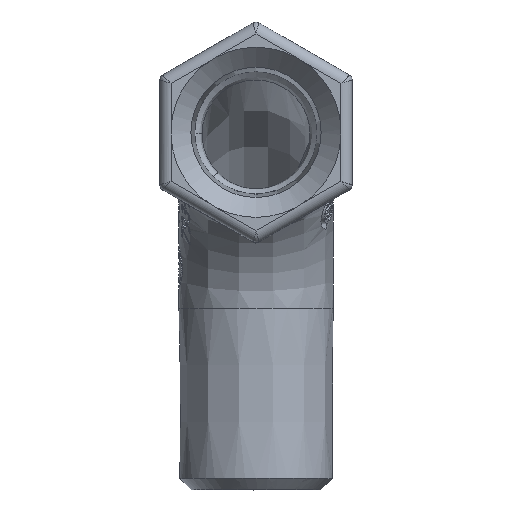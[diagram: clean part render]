
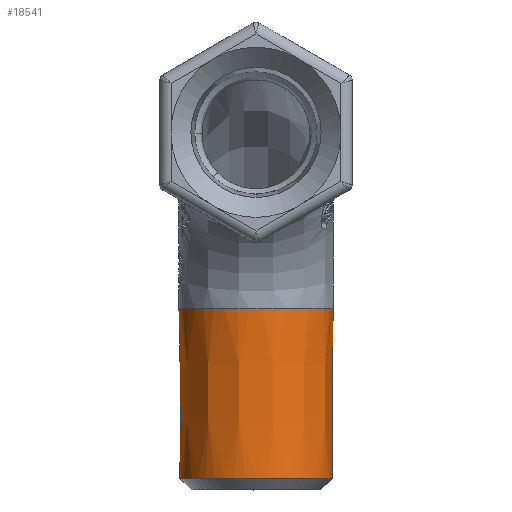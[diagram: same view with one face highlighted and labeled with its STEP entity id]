
A CAD part, top view. The second image highlights one B-rep face of the part: STEP entity #18541.
In plain terms, the highlighted free-form (B-spline) face has degree [3, 3] with [17, 4] control points.
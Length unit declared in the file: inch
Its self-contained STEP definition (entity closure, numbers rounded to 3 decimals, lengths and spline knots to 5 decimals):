
#2081=LINE('',#37078,#3576);
#3576=VECTOR('',#21992,1.00001);
#4722=FACE_OUTER_BOUND('',#5844,.T.);
#5844=EDGE_LOOP('',(#16889,#16890,#16891,#16892,#16893,#16894));
#5912=CIRCLE('',#18644,0.425);
#5913=CIRCLE('',#18645,0.425);
#5914=CIRCLE('',#18646,0.425);
#7114=B_SPLINE_CURVE_WITH_KNOTS('',3,(#36976,#36977,#36978,#36979,#36980,
#36981,#36982,#36983,#36984,#36985,#36986,#36987,#36988,#36989,#36990,#36991,
#36992),.UNSPECIFIED.,.T.,.F.,(4,1,1,1,1,1,1,1,1,1,1,1,1,1,4),(0.,0.40562,
0.81125,1.21687,1.62249,2.16332,2.43374,
2.70415,3.24498,3.5154,4.05623,4.32664,
4.86747,5.2731,5.67872),.UNSPECIFIED.);
#7181=VERTEX_POINT('',#23298);
#7182=VERTEX_POINT('',#23309);
#7183=VERTEX_POINT('',#23311);
#8885=VERTEX_POINT('',#36971);
#9011=EDGE_CURVE('',#7182,#7181,#5912,.T.);
#9012=EDGE_CURVE('',#7183,#7182,#5913,.T.);
#9013=EDGE_CURVE('',#7181,#7183,#5914,.T.);
#11565=EDGE_CURVE('',#8885,#8885,#7114,.T.);
#11567=EDGE_CURVE('',#7181,#8885,#2081,.T.);
#16889=ORIENTED_EDGE('',*,*,#11565,.F.);
#16890=ORIENTED_EDGE('',*,*,#11567,.F.);
#16891=ORIENTED_EDGE('',*,*,#9013,.T.);
#16892=ORIENTED_EDGE('',*,*,#9012,.T.);
#16893=ORIENTED_EDGE('',*,*,#9011,.T.);
#16894=ORIENTED_EDGE('',*,*,#11567,.T.);
#17557=B_SPLINE_SURFACE_WITH_KNOTS('',3,3,((#37010,#37011,#37012,#37013),
(#37014,#37015,#37016,#37017),(#37018,#37019,#37020,#37021),(#37022,#37023,
#37024,#37025),(#37026,#37027,#37028,#37029),(#37030,#37031,#37032,#37033),
(#37034,#37035,#37036,#37037),(#37038,#37039,#37040,#37041),(#37042,#37043,
#37044,#37045),(#37046,#37047,#37048,#37049),(#37050,#37051,#37052,#37053),
(#37054,#37055,#37056,#37057),(#37058,#37059,#37060,#37061),(#37062,#37063,
#37064,#37065),(#37066,#37067,#37068,#37069),(#37070,#37071,#37072,#37073),
(#37074,#37075,#37076,#37077)),.UNSPECIFIED.,.T.,.F.,.F.,(4,1,1,1,1,1,1,
1,1,1,1,1,1,1,4),(4,4),(0.,0.07143,0.14286,0.21429,
0.28571,0.35714,0.42857,0.52381,
0.57143,0.61905,0.71429,0.78571,
0.85714,0.92857,1.),(0.,0.9375),
 .UNSPECIFIED.);
#18541=ADVANCED_FACE('',(#4722),#17557,.T.);
#18644=AXIS2_PLACEMENT_3D('',#23310,#19390,#19391);
#18645=AXIS2_PLACEMENT_3D('',#23312,#19392,#19393);
#18646=AXIS2_PLACEMENT_3D('',#23313,#19394,#19395);
#19390=DIRECTION('center_axis',(0.,-1.,0.));
#19391=DIRECTION('ref_axis',(-1.,0.,0.));
#19392=DIRECTION('center_axis',(0.,-1.,0.));
#19393=DIRECTION('ref_axis',(-1.,0.,0.));
#19394=DIRECTION('center_axis',(0.,-1.,0.));
#19395=DIRECTION('ref_axis',(-1.,0.,0.));
#21992=DIRECTION('',(-0.005,-1.,0.));
#23298=CARTESIAN_POINT('',(0.425,-0.28906,-0.69531));
#23309=CARTESIAN_POINT('',(-0.42021,-0.28906,-0.6317));
#23310=CARTESIAN_POINT('Origin',(0.,-0.28906,-0.69531));
#23311=CARTESIAN_POINT('',(0.42021,-0.28906,-0.6317));
#23312=CARTESIAN_POINT('Origin',(0.,-0.28906,-0.69531));
#23313=CARTESIAN_POINT('Origin',(0.,-0.28906,-0.69531));
#36971=CARTESIAN_POINT('',(0.42031,-1.22656,-0.69531));
#36976=CARTESIAN_POINT('Ctrl Pts',(0.42031,-1.22656,
-0.69531));
#36977=CARTESIAN_POINT('Ctrl Pts',(0.42031,-1.22656,
-0.63244));
#36978=CARTESIAN_POINT('Ctrl Pts',(0.39165,-1.22656,
-0.50676));
#36979=CARTESIAN_POINT('Ctrl Pts',(0.27103,-1.22656,
-0.35544));
#36980=CARTESIAN_POINT('Ctrl Pts',(0.09681,-1.22656,
-0.27163));
#36981=CARTESIAN_POINT('Ctrl Pts',(-0.11835,-1.22656,
-0.27131));
#36982=CARTESIAN_POINT('Ctrl Pts',(-0.2891,-1.22656,
-0.36987));
#36983=CARTESIAN_POINT('Ctrl Pts',(-0.38425,-1.22656,
-0.51027));
#36984=CARTESIAN_POINT('Ctrl Pts',(-0.43472,-1.22656,
-0.67229));
#36985=CARTESIAN_POINT('Ctrl Pts',(-0.40844,-1.22656,
-0.84532));
#36986=CARTESIAN_POINT('Ctrl Pts',(-0.28886,-1.22656,
-1.02069));
#36987=CARTESIAN_POINT('Ctrl Pts',(-0.13743,-1.22656,
-1.10827));
#36988=CARTESIAN_POINT('Ctrl Pts',(0.07435,-1.22656,
-1.12407));
#36989=CARTESIAN_POINT('Ctrl Pts',(0.25763,-1.22656,-1.0523));
#36990=CARTESIAN_POINT('Ctrl Pts',(0.39163,-1.22656,
-0.88373));
#36991=CARTESIAN_POINT('Ctrl Pts',(0.42031,-1.22656,
-0.75818));
#36992=CARTESIAN_POINT('Ctrl Pts',(0.42031,-1.22656,
-0.69531));
#37010=CARTESIAN_POINT('Ctrl Pts',(0.425,-0.28906,-0.69531));
#37011=CARTESIAN_POINT('Ctrl Pts',(0.42344,-0.60156,
-0.69531));
#37012=CARTESIAN_POINT('Ctrl Pts',(0.42187,-0.91406,
-0.69531));
#37013=CARTESIAN_POINT('Ctrl Pts',(0.42031,-1.22656,
-0.69531));
#37014=CARTESIAN_POINT('Ctrl Pts',(0.425,-0.28906,-0.63173));
#37015=CARTESIAN_POINT('Ctrl Pts',(0.42344,-0.60156,
-0.63197));
#37016=CARTESIAN_POINT('Ctrl Pts',(0.42188,-0.91406,
-0.6322));
#37017=CARTESIAN_POINT('Ctrl Pts',(0.42031,-1.22656,
-0.63243));
#37018=CARTESIAN_POINT('Ctrl Pts',(0.396,-0.28906,-0.50462));
#37019=CARTESIAN_POINT('Ctrl Pts',(0.39454,-0.60156,
-0.50532));
#37020=CARTESIAN_POINT('Ctrl Pts',(0.39309,-0.91406,
-0.50602));
#37021=CARTESIAN_POINT('Ctrl Pts',(0.39163,-1.22656,-0.50672));
#37022=CARTESIAN_POINT('Ctrl Pts',(0.27404,-0.28906,-0.35163));
#37023=CARTESIAN_POINT('Ctrl Pts',(0.27303,-0.60156,
-0.3529));
#37024=CARTESIAN_POINT('Ctrl Pts',(0.27203,-0.91406,
-0.35416));
#37025=CARTESIAN_POINT('Ctrl Pts',(0.27102,-1.22656,
-0.35542));
#37026=CARTESIAN_POINT('Ctrl Pts',(0.09781,-0.28906,-0.26683));
#37027=CARTESIAN_POINT('Ctrl Pts',(0.09745,-0.60156,
-0.26841));
#37028=CARTESIAN_POINT('Ctrl Pts',(0.0971,-0.91406,
-0.26998));
#37029=CARTESIAN_POINT('Ctrl Pts',(0.09674,-1.22656,
-0.27156));
#37030=CARTESIAN_POINT('Ctrl Pts',(-0.09786,-0.28906,-0.26681));
#37031=CARTESIAN_POINT('Ctrl Pts',(-0.0975,-0.60156,
-0.26839));
#37032=CARTESIAN_POINT('Ctrl Pts',(-0.09714,-0.91406,
-0.26996));
#37033=CARTESIAN_POINT('Ctrl Pts',(-0.09678,-1.22656,
-0.27154));
#37034=CARTESIAN_POINT('Ctrl Pts',(-0.27394,-0.28906,-0.35171));
#37035=CARTESIAN_POINT('Ctrl Pts',(-0.27294,-0.60156,
-0.35298));
#37036=CARTESIAN_POINT('Ctrl Pts',(-0.27193,-0.91406,
-0.35424));
#37037=CARTESIAN_POINT('Ctrl Pts',(-0.27092,-1.22656,
-0.3555));
#37038=CARTESIAN_POINT('Ctrl Pts',(-0.40978,-0.28906,-0.52155));
#37039=CARTESIAN_POINT('Ctrl Pts',(-0.40828,-0.60156,
-0.52219));
#37040=CARTESIAN_POINT('Ctrl Pts',(-0.40677,-0.91406,
-0.52283));
#37041=CARTESIAN_POINT('Ctrl Pts',(-0.40526,-1.22656,
-0.52347));
#37042=CARTESIAN_POINT('Ctrl Pts',(-0.43955,-0.28906,-0.71866));
#37043=CARTESIAN_POINT('Ctrl Pts',(-0.43793,-0.60156,
-0.71858));
#37044=CARTESIAN_POINT('Ctrl Pts',(-0.43632,-0.91406,
-0.71849));
#37045=CARTESIAN_POINT('Ctrl Pts',(-0.4347,-1.22656,
-0.71841));
#37046=CARTESIAN_POINT('Ctrl Pts',(-0.38854,-0.28906,-0.88243));
#37047=CARTESIAN_POINT('Ctrl Pts',(-0.38712,-0.60156,
-0.88174));
#37048=CARTESIAN_POINT('Ctrl Pts',(-0.38569,-0.91406,
-0.88105));
#37049=CARTESIAN_POINT('Ctrl Pts',(-0.38426,-1.22656,
-0.88036));
#37050=CARTESIAN_POINT('Ctrl Pts',(-0.29231,-0.28906,-1.02441));
#37051=CARTESIAN_POINT('Ctrl Pts',(-0.29123,-0.60156,
-1.0232));
#37052=CARTESIAN_POINT('Ctrl Pts',(-0.29016,-0.91406,
-1.02199));
#37053=CARTESIAN_POINT('Ctrl Pts',(-0.28908,-1.22656,
-1.02078));
#37054=CARTESIAN_POINT('Ctrl Pts',(-0.11964,-0.28906,-1.12404));
#37055=CARTESIAN_POINT('Ctrl Pts',(-0.1192,-0.60156,
-1.12246));
#37056=CARTESIAN_POINT('Ctrl Pts',(-0.11876,-0.91406,
-1.12088));
#37057=CARTESIAN_POINT('Ctrl Pts',(-0.11832,-1.22656,
-1.11931));
#37058=CARTESIAN_POINT('Ctrl Pts',(0.09784,-0.28906,-1.12372));
#37059=CARTESIAN_POINT('Ctrl Pts',(0.09748,-0.60156,
-1.12214));
#37060=CARTESIAN_POINT('Ctrl Pts',(0.09712,-0.91406,
-1.12057));
#37061=CARTESIAN_POINT('Ctrl Pts',(0.09676,-1.22656,
-1.11899));
#37062=CARTESIAN_POINT('Ctrl Pts',(0.27401,-0.28906,-1.03899));
#37063=CARTESIAN_POINT('Ctrl Pts',(0.273,-0.60156,
-1.03773));
#37064=CARTESIAN_POINT('Ctrl Pts',(0.27199,-0.91406,
-1.03647));
#37065=CARTESIAN_POINT('Ctrl Pts',(0.27098,-1.22656,
-1.0352));
#37066=CARTESIAN_POINT('Ctrl Pts',(0.396,-0.28906,-0.88598));
#37067=CARTESIAN_POINT('Ctrl Pts',(0.39455,-0.60156,
-0.88528));
#37068=CARTESIAN_POINT('Ctrl Pts',(0.39309,-0.91406,
-0.88458));
#37069=CARTESIAN_POINT('Ctrl Pts',(0.39164,-1.22656,
-0.88388));
#37070=CARTESIAN_POINT('Ctrl Pts',(0.425,-0.28906,-0.75889));
#37071=CARTESIAN_POINT('Ctrl Pts',(0.42344,-0.60156,
-0.75866));
#37072=CARTESIAN_POINT('Ctrl Pts',(0.42188,-0.91406,
-0.75842));
#37073=CARTESIAN_POINT('Ctrl Pts',(0.42031,-1.22656,
-0.75819));
#37074=CARTESIAN_POINT('Ctrl Pts',(0.425,-0.28906,-0.69531));
#37075=CARTESIAN_POINT('Ctrl Pts',(0.42344,-0.60156,
-0.69531));
#37076=CARTESIAN_POINT('Ctrl Pts',(0.42187,-0.91406,
-0.69531));
#37077=CARTESIAN_POINT('Ctrl Pts',(0.42031,-1.22656,
-0.69531));
#37078=CARTESIAN_POINT('',(0.425,-0.28906,-0.69531));
